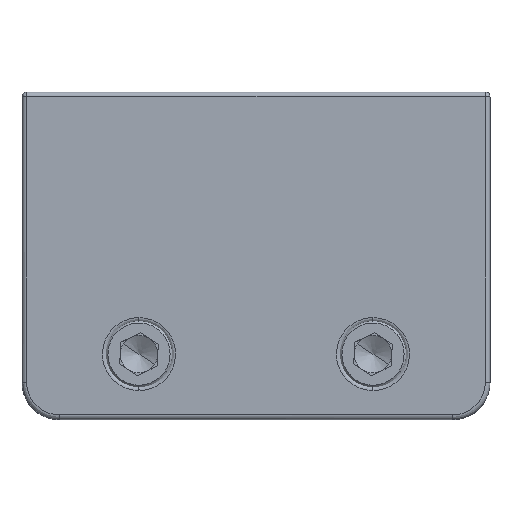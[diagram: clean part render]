
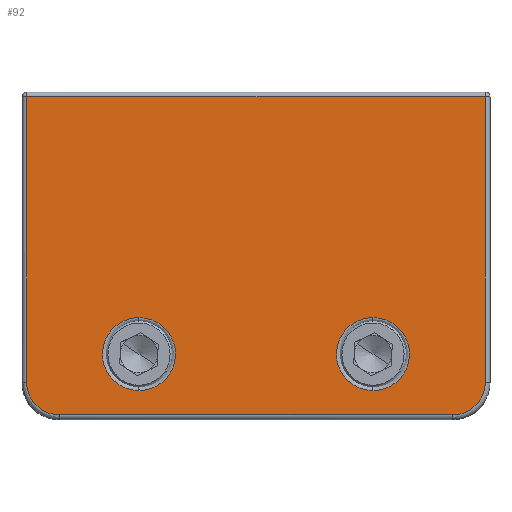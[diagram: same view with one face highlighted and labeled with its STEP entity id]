
A CAD part, top view. The second image highlights one B-rep face of the part: STEP entity #92.
In plain terms, the highlighted face is planar.
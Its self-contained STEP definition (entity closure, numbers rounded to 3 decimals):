
#53=FACE_BOUND('',#292,.T.);
#54=FACE_BOUND('',#293,.T.);
#92=ADVANCED_FACE('',(#191,#53,#54),#1440,.T.);
#191=FACE_OUTER_BOUND('',#291,.T.);
#291=EDGE_LOOP('',(#514,#515,#516,#517,#518,#519));
#292=EDGE_LOOP('',(#520,#521));
#293=EDGE_LOOP('',(#522,#523));
#514=ORIENTED_EDGE('',*,*,#913,.F.);
#515=ORIENTED_EDGE('',*,*,#969,.F.);
#516=ORIENTED_EDGE('',*,*,#914,.F.);
#517=ORIENTED_EDGE('',*,*,#975,.F.);
#518=ORIENTED_EDGE('',*,*,#915,.F.);
#519=ORIENTED_EDGE('',*,*,#916,.F.);
#520=ORIENTED_EDGE('',*,*,#993,.F.);
#521=ORIENTED_EDGE('',*,*,#880,.F.);
#522=ORIENTED_EDGE('',*,*,#875,.F.);
#523=ORIENTED_EDGE('',*,*,#994,.F.);
#875=EDGE_CURVE('',#1317,#1318,#1071,.T.);
#880=EDGE_CURVE('',#1322,#1323,#1076,.T.);
#913=EDGE_CURVE('',#1351,#1352,#1193,.T.);
#914=EDGE_CURVE('',#1354,#1353,#1194,.T.);
#915=EDGE_CURVE('',#1356,#1355,#1195,.T.);
#916=EDGE_CURVE('',#1352,#1356,#1196,.T.);
#969=EDGE_CURVE('',#1353,#1351,#1104,.T.);
#975=EDGE_CURVE('',#1355,#1354,#1110,.T.);
#993=EDGE_CURVE('',#1323,#1322,#1128,.T.);
#994=EDGE_CURVE('',#1318,#1317,#1129,.T.);
#1071=(
BOUNDED_CURVE()
B_SPLINE_CURVE(2,(#3549,#3550,#3551,#3552,#3553),.UNSPECIFIED.,.F.,.F.)
B_SPLINE_CURVE_WITH_KNOTS((3,2,3),(0.,6.126,12.252),
 .UNSPECIFIED.)
CURVE()
GEOMETRIC_REPRESENTATION_ITEM()
RATIONAL_B_SPLINE_CURVE((1.,0.707,1.,0.707,1.))
REPRESENTATION_ITEM('')
);
#1076=(
BOUNDED_CURVE()
B_SPLINE_CURVE(2,(#3566,#3567,#3568,#3569,#3570),.UNSPECIFIED.,.F.,.F.)
B_SPLINE_CURVE_WITH_KNOTS((3,2,3),(0.,6.126,12.252),
 .UNSPECIFIED.)
CURVE()
GEOMETRIC_REPRESENTATION_ITEM()
RATIONAL_B_SPLINE_CURVE((1.,0.707,1.,0.707,1.))
REPRESENTATION_ITEM('')
);
#1104=(
BOUNDED_CURVE()
B_SPLINE_CURVE(2,(#3789,#3790,#3791),.UNSPECIFIED.,.F.,.F.)
B_SPLINE_CURVE_WITH_KNOTS((3,3),(0.,5.498),.UNSPECIFIED.)
CURVE()
GEOMETRIC_REPRESENTATION_ITEM()
RATIONAL_B_SPLINE_CURVE((1.,0.707,1.))
REPRESENTATION_ITEM('')
);
#1110=(
BOUNDED_CURVE()
B_SPLINE_CURVE(2,(#3807,#3808,#3809),.UNSPECIFIED.,.F.,.F.)
B_SPLINE_CURVE_WITH_KNOTS((3,3),(0.,5.498),.UNSPECIFIED.)
CURVE()
GEOMETRIC_REPRESENTATION_ITEM()
RATIONAL_B_SPLINE_CURVE((1.,0.707,1.))
REPRESENTATION_ITEM('')
);
#1128=(
BOUNDED_CURVE()
B_SPLINE_CURVE(2,(#3861,#3862,#3863,#3864,#3865),.UNSPECIFIED.,.F.,.F.)
B_SPLINE_CURVE_WITH_KNOTS((3,2,3),(0.,6.126,12.252),
 .UNSPECIFIED.)
CURVE()
GEOMETRIC_REPRESENTATION_ITEM()
RATIONAL_B_SPLINE_CURVE((1.,0.707,1.,0.707,1.))
REPRESENTATION_ITEM('')
);
#1129=(
BOUNDED_CURVE()
B_SPLINE_CURVE(2,(#3866,#3867,#3868,#3869,#3870),.UNSPECIFIED.,.F.,.F.)
B_SPLINE_CURVE_WITH_KNOTS((3,2,3),(0.,6.126,12.252),
 .UNSPECIFIED.)
CURVE()
GEOMETRIC_REPRESENTATION_ITEM()
RATIONAL_B_SPLINE_CURVE((1.,0.707,1.,0.707,1.))
REPRESENTATION_ITEM('')
);
#1193=B_SPLINE_CURVE_WITH_KNOTS('',1,(#3655,#3656),.UNSPECIFIED.,.F.,.F.,
(2,2),(-30.5,0.),.UNSPECIFIED.);
#1194=B_SPLINE_CURVE_WITH_KNOTS('',1,(#3657,#3658),.UNSPECIFIED.,.F.,.F.,
(2,2),(-42.,0.),.UNSPECIFIED.);
#1195=B_SPLINE_CURVE_WITH_KNOTS('',1,(#3659,#3660),.UNSPECIFIED.,.F.,.F.,
(2,2),(-30.5,0.),.UNSPECIFIED.);
#1196=B_SPLINE_CURVE_WITH_KNOTS('',1,(#3661,#3662),.UNSPECIFIED.,.F.,.F.,
(2,2),(-49.,0.),.UNSPECIFIED.);
#1317=VERTEX_POINT('',#3456);
#1318=VERTEX_POINT('',#3457);
#1322=VERTEX_POINT('',#3461);
#1323=VERTEX_POINT('',#3462);
#1351=VERTEX_POINT('',#3490);
#1352=VERTEX_POINT('',#3491);
#1353=VERTEX_POINT('',#3492);
#1354=VERTEX_POINT('',#3493);
#1355=VERTEX_POINT('',#3494);
#1356=VERTEX_POINT('',#3495);
#1440=PLANE('',#2081);
#2081=AXIS2_PLACEMENT_3D('',#2714,#2182,$);
#2182=DIRECTION('',(0.,1.,0.));
#2714=CARTESIAN_POINT('',(-2.9,-15.5,-29.4));
#3456=CARTESIAN_POINT('',(24.1,-15.5,12.5));
#3457=CARTESIAN_POINT('',(31.9,-15.5,12.5));
#3461=CARTESIAN_POINT('',(24.1,-15.5,-12.5));
#3462=CARTESIAN_POINT('',(31.9,-15.5,-12.5));
#3490=CARTESIAN_POINT('',(31.,-15.5,24.5));
#3491=CARTESIAN_POINT('',(0.5,-15.5,24.5));
#3492=CARTESIAN_POINT('',(34.5,-15.5,21.));
#3493=CARTESIAN_POINT('',(34.5,-15.5,-21.));
#3494=CARTESIAN_POINT('',(31.,-15.5,-24.5));
#3495=CARTESIAN_POINT('',(0.5,-15.5,-24.5));
#3549=CARTESIAN_POINT('',(24.1,-15.5,12.5));
#3550=CARTESIAN_POINT('',(24.1,-15.5,16.4));
#3551=CARTESIAN_POINT('',(28.,-15.5,16.4));
#3552=CARTESIAN_POINT('',(31.9,-15.5,16.4));
#3553=CARTESIAN_POINT('',(31.9,-15.5,12.5));
#3566=CARTESIAN_POINT('',(24.1,-15.5,-12.5));
#3567=CARTESIAN_POINT('',(24.1,-15.5,-8.6));
#3568=CARTESIAN_POINT('',(28.,-15.5,-8.6));
#3569=CARTESIAN_POINT('',(31.9,-15.5,-8.6));
#3570=CARTESIAN_POINT('',(31.9,-15.5,-12.5));
#3655=CARTESIAN_POINT('',(31.,-15.5,24.5));
#3656=CARTESIAN_POINT('',(0.5,-15.5,24.5));
#3657=CARTESIAN_POINT('',(34.5,-15.5,-21.));
#3658=CARTESIAN_POINT('',(34.5,-15.5,21.));
#3659=CARTESIAN_POINT('',(0.5,-15.5,-24.5));
#3660=CARTESIAN_POINT('',(31.,-15.5,-24.5));
#3661=CARTESIAN_POINT('',(0.5,-15.5,24.5));
#3662=CARTESIAN_POINT('',(0.5,-15.5,-24.5));
#3789=CARTESIAN_POINT('',(34.5,-15.5,21.));
#3790=CARTESIAN_POINT('',(34.5,-15.5,24.5));
#3791=CARTESIAN_POINT('',(31.,-15.5,24.5));
#3807=CARTESIAN_POINT('',(31.,-15.5,-24.5));
#3808=CARTESIAN_POINT('',(34.5,-15.5,-24.5));
#3809=CARTESIAN_POINT('',(34.5,-15.5,-21.));
#3861=CARTESIAN_POINT('',(31.9,-15.5,-12.5));
#3862=CARTESIAN_POINT('',(31.9,-15.5,-16.4));
#3863=CARTESIAN_POINT('',(28.,-15.5,-16.4));
#3864=CARTESIAN_POINT('',(24.1,-15.5,-16.4));
#3865=CARTESIAN_POINT('',(24.1,-15.5,-12.5));
#3866=CARTESIAN_POINT('',(31.9,-15.5,12.5));
#3867=CARTESIAN_POINT('',(31.9,-15.5,8.6));
#3868=CARTESIAN_POINT('',(28.,-15.5,8.6));
#3869=CARTESIAN_POINT('',(24.1,-15.5,8.6));
#3870=CARTESIAN_POINT('',(24.1,-15.5,12.5));
